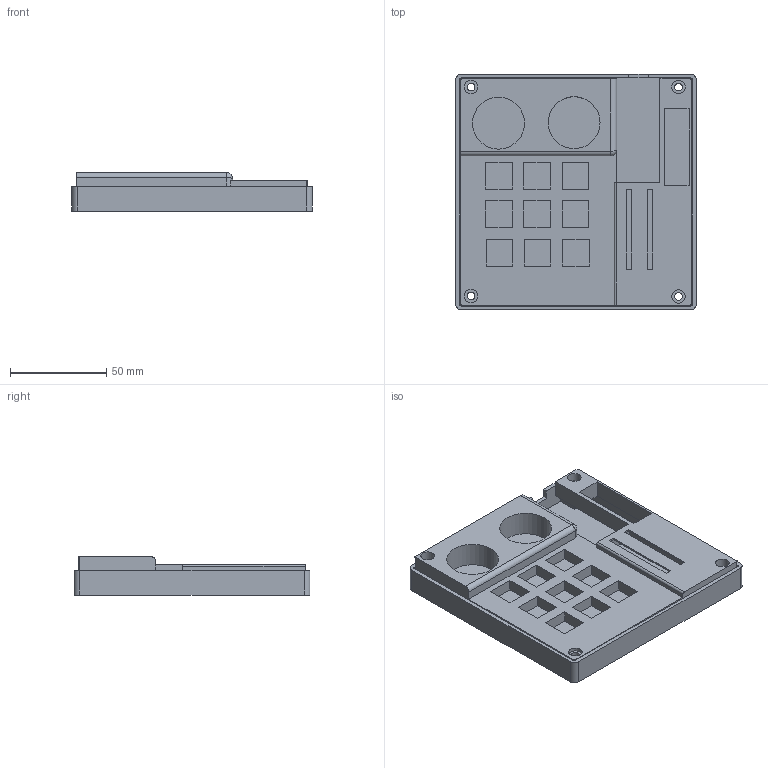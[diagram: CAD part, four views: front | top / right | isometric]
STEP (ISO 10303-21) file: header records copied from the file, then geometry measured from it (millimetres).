
FILE_DESCRIPTION(/* description */ (''),/* implementation_level */ '2;1');
FILE_NAME(/* name */ 'pot_keeb_case_rpi v12.step',/* time_stamp */ '2021-05-27T12:16:29-04:00',/* author */ (''),/* organization */ (''),/* preprocessor_version */ 'ST-DEVELOPER v18.1',/* originating_system */ 'Autodesk Translation Framework v10.9.0.1377',/* authorisation */ '');
FILE_SCHEMA (('AUTOMOTIVE_DESIGN { 1 0 10303 214 3 1 1 }'));
Length unit declared in the file: millimetre
Products named in the file (2): pot_keeb_case_rpi; Case
Assembly tree (1 placements, depth 2):
  pot_keeb_case_rpi
    Case
Bounding box: 125 x 122.5 x 19.9 mm (x, y, z)
Volume: 102752.5 mm3; surface area: 74999 mm2
Topology: 2 solids, 2 shells, 128 faces, 355 edges, 235 vertices
Faces by surface type: plane 97, cylinder 30, bspline 1
Full cylindrical faces by diameter (mm): 4 x8, 7 x4, 27 x2
Entity records: 4220 total; most frequent: CARTESIAN_POINT 749, ORIENTED_EDGE 708, DIRECTION 674, EDGE_CURVE 354, LINE 294, VECTOR 294, VERTEX_POINT 235, AXIS2_PLACEMENT_3D 190
